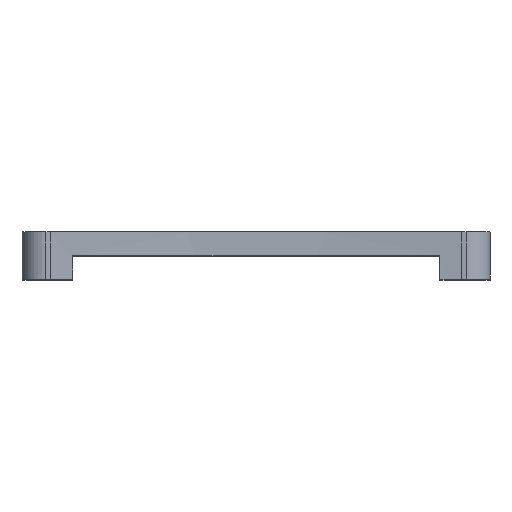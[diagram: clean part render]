
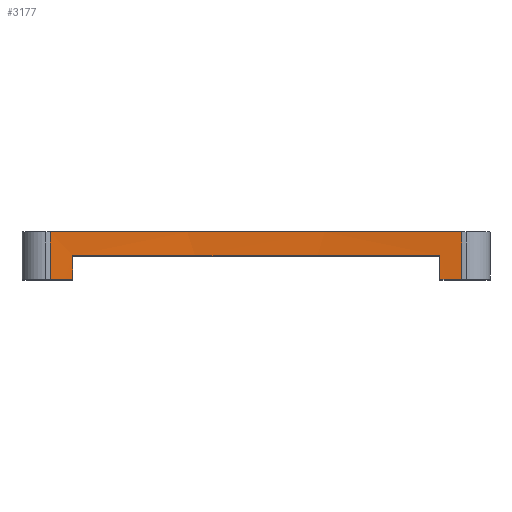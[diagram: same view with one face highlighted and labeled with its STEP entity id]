
A CAD part, top view. The second image highlights one B-rep face of the part: STEP entity #3177.
In plain terms, the highlighted cylindrical face has radius 980.34 mm (diameter 1960.68 mm), a partial arc.
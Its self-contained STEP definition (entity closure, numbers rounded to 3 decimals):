
#84 = DIRECTION ( 'NONE',  ( 0., 1., 0. ) ) ;
#105 = CARTESIAN_POINT ( 'NONE',  ( 86.934, -43., 98.708 ) ) ;
#187 = ORIENTED_EDGE ( 'NONE', *, *, #3577, .T. ) ;
#246 = EDGE_CURVE ( 'NONE', #3571, #3677, #3152, .T. ) ;
#252 = AXIS2_PLACEMENT_3D ( 'NONE', #376, #597, #2197 ) ;
#349 = ORIENTED_EDGE ( 'NONE', *, *, #3037, .F. ) ;
#376 = CARTESIAN_POINT ( 'NONE',  ( 0., -63., 1075.186 ) ) ;
#476 = DIRECTION ( 'NONE',  ( 0., 0., 1. ) ) ;
#545 = ORIENTED_EDGE ( 'NONE', *, *, #246, .T. ) ;
#550 = EDGE_LOOP ( 'NONE', ( #187, #1068, #2433, #349, #545, #965, #1792, #2738 ) ) ;
#562 = DIRECTION ( 'NONE',  ( 0., 0., -1. ) ) ;
#585 = CARTESIAN_POINT ( 'NONE',  ( -77.513, -63., 97.915 ) ) ;
#597 = DIRECTION ( 'NONE',  ( 0., -1., 0. ) ) ;
#627 = CARTESIAN_POINT ( 'NONE',  ( 86.934, -63., 98.708 ) ) ;
#716 = VERTEX_POINT ( 'NONE', #2175 ) ;
#746 = VECTOR ( 'NONE', #84, 1000. ) ;
#750 = AXIS2_PLACEMENT_3D ( 'NONE', #869, #2818, #853 ) ;
#827 = DIRECTION ( 'NONE',  ( 0., 0., -1. ) ) ;
#836 = EDGE_CURVE ( 'NONE', #3683, #3904, #3856, .T. ) ;
#853 = DIRECTION ( 'NONE',  ( 0., 0., -1. ) ) ;
#869 = CARTESIAN_POINT ( 'NONE',  ( 0., -43., 1075.186 ) ) ;
#883 = VECTOR ( 'NONE', #1380, 1000. ) ;
#915 = CARTESIAN_POINT ( 'NONE',  ( 0., -53., 1075.186 ) ) ;
#952 = CIRCLE ( 'NONE', #3947, 980.34 ) ;
#965 = ORIENTED_EDGE ( 'NONE', *, *, #2803, .T. ) ;
#1056 = DIRECTION ( 'NONE',  ( 0., 1., 0. ) ) ;
#1068 = ORIENTED_EDGE ( 'NONE', *, *, #836, .T. ) ;
#1167 = DIRECTION ( 'NONE',  ( 0., 1., 0. ) ) ;
#1270 = CIRCLE ( 'NONE', #1465, 980.34 ) ;
#1357 = CARTESIAN_POINT ( 'NONE',  ( 77.673, -63., 97.928 ) ) ;
#1376 = CARTESIAN_POINT ( 'NONE',  ( 0., -63., 1075.186 ) ) ;
#1380 = DIRECTION ( 'NONE',  ( 0., 1., 0. ) ) ;
#1415 = CARTESIAN_POINT ( 'NONE',  ( -86.934, -63., 98.708 ) ) ;
#1465 = AXIS2_PLACEMENT_3D ( 'NONE', #915, #3374, #562 ) ;
#1493 = VERTEX_POINT ( 'NONE', #1357 ) ;
#1633 = CARTESIAN_POINT ( 'NONE',  ( -86.934, -63., 98.708 ) ) ;
#1699 = VERTEX_POINT ( 'NONE', #2387 ) ;
#1792 = ORIENTED_EDGE ( 'NONE', *, *, #2995, .F. ) ;
#1889 = VERTEX_POINT ( 'NONE', #3824 ) ;
#2077 = CARTESIAN_POINT ( 'NONE',  ( 0., -63., 1075.186 ) ) ;
#2175 = CARTESIAN_POINT ( 'NONE',  ( -77.513, -53., 97.915 ) ) ;
#2197 = DIRECTION ( 'NONE',  ( 0., 0., -1. ) ) ;
#2259 = CARTESIAN_POINT ( 'NONE',  ( 86.934, -63., 98.708 ) ) ;
#2280 = LINE ( 'NONE', #1633, #746 ) ;
#2353 = DIRECTION ( 'NONE',  ( 0., 1., 0. ) ) ;
#2387 = CARTESIAN_POINT ( 'NONE',  ( -86.934, -43., 98.708 ) ) ;
#2433 = ORIENTED_EDGE ( 'NONE', *, *, #3343, .F. ) ;
#2525 = CIRCLE ( 'NONE', #750, 980.34 ) ;
#2733 = LINE ( 'NONE', #585, #3110 ) ;
#2738 = ORIENTED_EDGE ( 'NONE', *, *, #3278, .F. ) ;
#2803 = EDGE_CURVE ( 'NONE', #3677, #716, #2733, .T. ) ;
#2818 = DIRECTION ( 'NONE',  ( 0., -1., 0. ) ) ;
#2943 = FACE_OUTER_BOUND ( 'NONE', #550, .T. ) ;
#2981 = AXIS2_PLACEMENT_3D ( 'NONE', #2077, #2353, #476 ) ;
#2995 = EDGE_CURVE ( 'NONE', #1889, #716, #1270, .T. ) ;
#3037 = EDGE_CURVE ( 'NONE', #3571, #1699, #2280, .T. ) ;
#3090 = VECTOR ( 'NONE', #1056, 1000. ) ;
#3110 = VECTOR ( 'NONE', #1167, 1000. ) ;
#3152 = CIRCLE ( 'NONE', #252, 980.34 ) ;
#3177 = ADVANCED_FACE ( 'NONE', ( #2943 ), #3595, .F. ) ;
#3278 = EDGE_CURVE ( 'NONE', #1493, #1889, #3933, .T. ) ;
#3343 = EDGE_CURVE ( 'NONE', #1699, #3904, #2525, .T. ) ;
#3374 = DIRECTION ( 'NONE',  ( 0., 1., 0. ) ) ;
#3571 = VERTEX_POINT ( 'NONE', #1415 ) ;
#3577 = EDGE_CURVE ( 'NONE', #1493, #3683, #952, .T. ) ;
#3589 = DIRECTION ( 'NONE',  ( 0., -1., 0. ) ) ;
#3595 = CYLINDRICAL_SURFACE ( 'NONE', #2981, 980.34 ) ;
#3649 = CARTESIAN_POINT ( 'NONE',  ( -77.513, -63., 97.915 ) ) ;
#3677 = VERTEX_POINT ( 'NONE', #3649 ) ;
#3683 = VERTEX_POINT ( 'NONE', #627 ) ;
#3824 = CARTESIAN_POINT ( 'NONE',  ( 77.673, -53., 97.928 ) ) ;
#3856 = LINE ( 'NONE', #2259, #3090 ) ;
#3895 = CARTESIAN_POINT ( 'NONE',  ( 77.673, -63., 97.928 ) ) ;
#3904 = VERTEX_POINT ( 'NONE', #105 ) ;
#3933 = LINE ( 'NONE', #3895, #883 ) ;
#3947 = AXIS2_PLACEMENT_3D ( 'NONE', #1376, #3589, #827 ) ;
